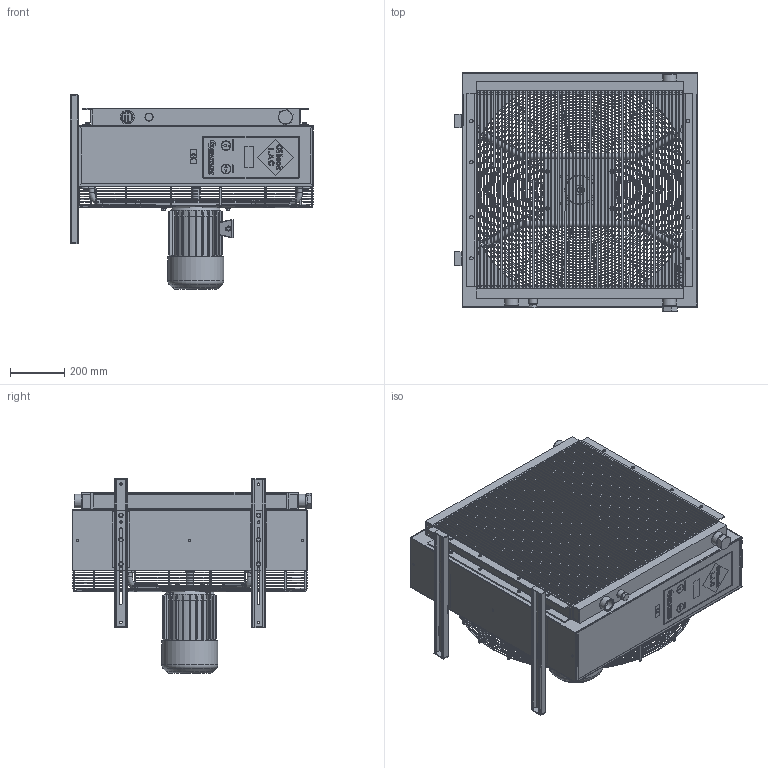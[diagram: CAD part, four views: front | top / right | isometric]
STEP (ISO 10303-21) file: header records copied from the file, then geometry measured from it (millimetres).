
FILE_DESCRIPTION((''),'2;1');
FILE_NAME('LAC-056-6-A-00-000-0-0.stp','2008-06-10T11:10:23',('smasc'),(''),'Autodesk Inventor 2008','Autodesk Inventor 2008','');
FILE_SCHEMA(('AUTOMOTIVE_DESIGN { 1 0 10303 214 1 1 1 1 }'));
Length unit declared in the file: millimetre
Products named in the file (1): Part1
Bounding box: 900.17 x 884.42 x 717.5 mm (x, y, z)
Volume: 26398851 mm3; surface area: 10700364.5 mm2
Topology: 28 solids, 28 shells, 3909 faces, 9792 edges, 6042 vertices
Faces by surface type: plane 2245, cylinder 792, bspline 369, cone 225, sphere 153, torus 125
Full cylindrical faces by diameter (mm): 2 x1, 5 x48, 7.5 x4, 8 x42, 8.4 x13, 8.8 x1, 9 x14, 10 x1, 10.5 x5, 11 x8, 11.63 x13, 11.7 x1, 12 x1, 12.5 x2, 14.1 x1, 14.63 x1, 15 x5, 16 x13, 18.631 x1, 20 x11, 21 x2, 28 x2, 28.5 x1, 30 x1, 33 x2, 35 x3, 36 x1, 38.952 x1, 42 x2, 50 x3
Entity records: 123962 total; most frequent: CARTESIAN_POINT 32943, ORIENTED_EDGE 18108, DIRECTION 16988, EDGE_CURVE 9054, VERTEX_POINT 5890, VECTOR 5822, LINE 5822, AXIS2_PLACEMENT_3D 5583
